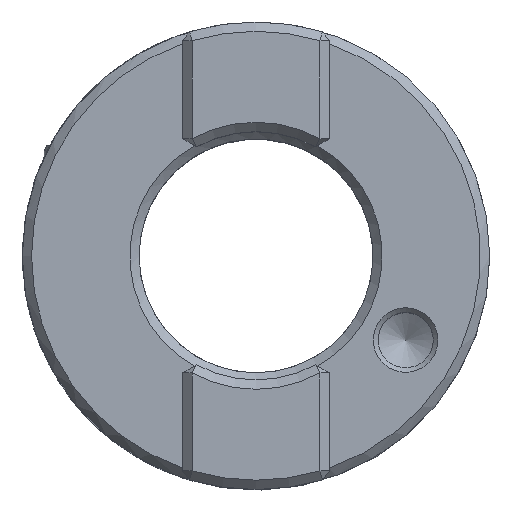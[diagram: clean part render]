
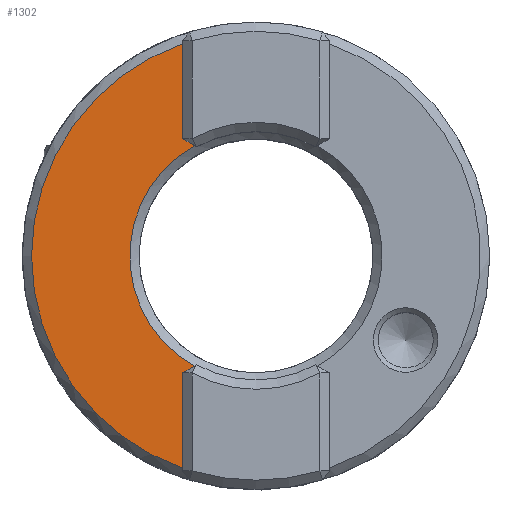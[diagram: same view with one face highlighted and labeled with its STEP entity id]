
A CAD part, top view. The second image highlights one B-rep face of the part: STEP entity #1302.
In plain terms, the highlighted planar face has unit normal (0, 0, 1).
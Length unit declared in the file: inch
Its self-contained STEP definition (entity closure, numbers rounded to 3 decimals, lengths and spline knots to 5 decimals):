
#63=LINE('',#2128,#161);
#64=LINE('',#2131,#162);
#65=LINE('',#2132,#163);
#66=LINE('',#2133,#164);
#161=VECTOR('',#1610,0.20306);
#162=VECTOR('',#1613,0.02918);
#163=VECTOR('',#1614,0.20306);
#164=VECTOR('',#1615,0.02918);
#256=PLANE('',#1411);
#335=FACE_OUTER_BOUND('',#425,.T.);
#425=EDGE_LOOP('',(#925,#926,#927,#928,#929,#930));
#513=CIRCLE('',#1386,0.48);
#518=CIRCLE('',#1393,0.27);
#572=VERTEX_POINT('',#1989);
#573=VERTEX_POINT('',#1991);
#580=VERTEX_POINT('',#2009);
#581=VERTEX_POINT('',#2010);
#610=VERTEX_POINT('',#2126);
#611=VERTEX_POINT('',#2130);
#686=EDGE_CURVE('',#573,#572,#513,.T.);
#695=EDGE_CURVE('',#580,#581,#518,.T.);
#731=EDGE_CURVE('',#572,#610,#63,.T.);
#732=EDGE_CURVE('',#581,#611,#64,.T.);
#733=EDGE_CURVE('',#611,#573,#65,.T.);
#734=EDGE_CURVE('',#610,#580,#66,.T.);
#925=ORIENTED_EDGE('',*,*,#695,.T.);
#926=ORIENTED_EDGE('',*,*,#732,.T.);
#927=ORIENTED_EDGE('',*,*,#733,.T.);
#928=ORIENTED_EDGE('',*,*,#686,.T.);
#929=ORIENTED_EDGE('',*,*,#731,.T.);
#930=ORIENTED_EDGE('',*,*,#734,.T.);
#1302=ADVANCED_FACE('',(#335),#256,.T.);
#1386=AXIS2_PLACEMENT_3D('',#1992,#1540,#1541);
#1393=AXIS2_PLACEMENT_3D('',#2011,#1558,#1559);
#1411=AXIS2_PLACEMENT_3D('',#2129,#1611,#1612);
#1540=DIRECTION('center_axis',(0.,0.,1.));
#1541=DIRECTION('ref_axis',(-0.326,0.945,0.));
#1558=DIRECTION('center_axis',(0.,0.,-1.));
#1559=DIRECTION('ref_axis',(-0.487,-0.873,0.));
#1610=DIRECTION('',(0.,1.,0.));
#1611=DIRECTION('center_axis',(0.,0.,1.));
#1612=DIRECTION('ref_axis',(1.,0.,0.));
#1613=DIRECTION('',(-0.86,0.51,0.));
#1614=DIRECTION('',(0.,1.,0.));
#1615=DIRECTION('',(0.86,0.51,0.));
#1989=CARTESIAN_POINT('',(-0.1567,-0.4537,0.467));
#1991=CARTESIAN_POINT('',(-0.1567,0.4537,0.467));
#1992=CARTESIAN_POINT('Origin',(0.,0.,0.467));
#2009=CARTESIAN_POINT('',(-0.13161,-0.23575,0.467));
#2010=CARTESIAN_POINT('',(-0.13161,0.23575,0.467));
#2011=CARTESIAN_POINT('Origin',(0.,0.,0.467));
#2126=CARTESIAN_POINT('',(-0.1567,-0.25065,0.467));
#2128=CARTESIAN_POINT('',(-0.1567,-0.4537,0.467));
#2129=CARTESIAN_POINT('Origin',(0.,0.,0.467));
#2130=CARTESIAN_POINT('',(-0.1567,0.25065,0.467));
#2131=CARTESIAN_POINT('',(-0.13161,0.23575,0.467));
#2132=CARTESIAN_POINT('',(-0.1567,0.25065,0.467));
#2133=CARTESIAN_POINT('',(-0.1567,-0.25065,0.467));
